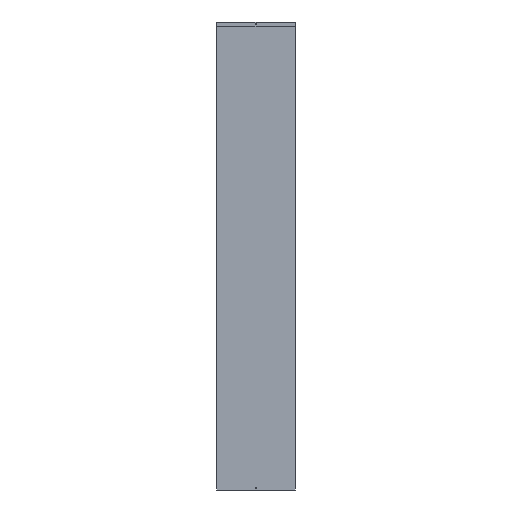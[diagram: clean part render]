
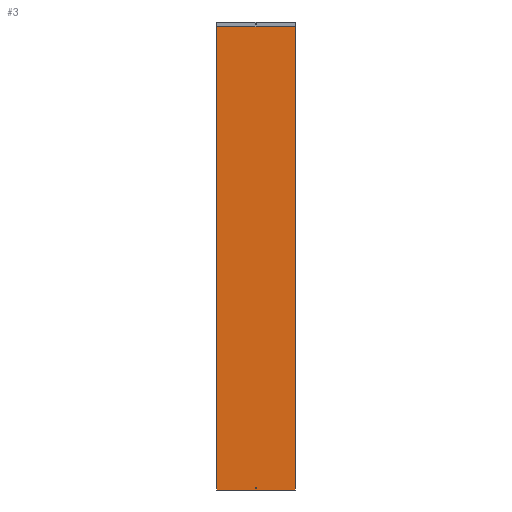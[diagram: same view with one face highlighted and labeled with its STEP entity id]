
A CAD part, front view. The second image highlights one B-rep face of the part: STEP entity #3.
In plain terms, the highlighted planar face has unit normal (0, -1, 0).
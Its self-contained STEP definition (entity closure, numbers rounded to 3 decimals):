
#3 = ADVANCED_FACE ( 'NONE', ( #237, #241 ), #1480, .F. ) ;
#175 = VERTEX_POINT ( 'NONE', #1378 ) ;
#181 = VERTEX_POINT ( 'NONE', #1366 ) ;
#218 = VERTEX_POINT ( 'NONE', #672 ) ;
#228 = VERTEX_POINT ( 'NONE', #682 ) ;
#237 = FACE_BOUND ( 'NONE', #1692, .T. ) ;
#241 = FACE_OUTER_BOUND ( 'NONE', #1719, .T. ) ;
#325 = LINE ( 'NONE', #694, #338 ) ;
#338 = VECTOR ( 'NONE', #695, 1000. ) ;
#492 = LINE ( 'NONE', #884, #494 ) ;
#494 = VECTOR ( 'NONE', #882, 1000. ) ;
#497 = CIRCLE ( 'NONE', #1121, 3.5 ) ;
#499 = LINE ( 'NONE', #892, #501 ) ;
#500 = LINE ( 'NONE', #890, #502 ) ;
#501 = VECTOR ( 'NONE', #899, 1000. ) ;
#502 = VECTOR ( 'NONE', #898, 1000. ) ;
#599 = VERTEX_POINT ( 'NONE', #1058 ) ;
#672 = CARTESIAN_POINT ( 'NONE',  ( 250., 0., 0. ) ) ;
#682 = CARTESIAN_POINT ( 'NONE',  ( 250., 0., 2968. ) ) ;
#694 = CARTESIAN_POINT ( 'NONE',  ( 250., 0., 2969. ) ) ;
#695 = DIRECTION ( 'NONE',  ( 0., 0., -1. ) ) ;
#882 = DIRECTION ( 'NONE',  ( 0., 0., -1. ) ) ;
#884 = CARTESIAN_POINT ( 'NONE',  ( -250., 0., 2969. ) ) ;
#890 = CARTESIAN_POINT ( 'NONE',  ( -250., 0., 2968. ) ) ;
#892 = CARTESIAN_POINT ( 'NONE',  ( -250., 0., 0. ) ) ;
#895 = CARTESIAN_POINT ( 'NONE',  ( 0., 0., 15. ) ) ;
#896 = DIRECTION ( 'NONE',  ( 0., -1., 0. ) ) ;
#897 = DIRECTION ( 'NONE',  ( 0., 0., 1. ) ) ;
#898 = DIRECTION ( 'NONE',  ( 1., 0., 0. ) ) ;
#899 = DIRECTION ( 'NONE',  ( 1., 0., 0. ) ) ;
#1058 = CARTESIAN_POINT ( 'NONE',  ( 0., 0., 18.5 ) ) ;
#1121 = AXIS2_PLACEMENT_3D ( 'NONE', #895, #896, #897 ) ;
#1155 = AXIS2_PLACEMENT_3D ( 'NONE', #1481, #1586, #1504 ) ;
#1160 = EDGE_CURVE ( 'NONE', #228, #218, #325, .T. ) ;
#1253 = EDGE_CURVE ( 'NONE', #181, #175, #492, .T. ) ;
#1256 = EDGE_CURVE ( 'NONE', #599, #599, #497, .T. ) ;
#1257 = EDGE_CURVE ( 'NONE', #181, #228, #500, .T. ) ;
#1258 = EDGE_CURVE ( 'NONE', #175, #218, #499, .T. ) ;
#1366 = CARTESIAN_POINT ( 'NONE',  ( -250., 0., 2968. ) ) ;
#1378 = CARTESIAN_POINT ( 'NONE',  ( -250., 0., 0. ) ) ;
#1459 = ORIENTED_EDGE ( 'NONE', *, *, #1160, .F. ) ;
#1460 = ORIENTED_EDGE ( 'NONE', *, *, #1258, .T. ) ;
#1462 = ORIENTED_EDGE ( 'NONE', *, *, #1256, .F. ) ;
#1463 = ORIENTED_EDGE ( 'NONE', *, *, #1257, .F. ) ;
#1464 = ORIENTED_EDGE ( 'NONE', *, *, #1253, .T. ) ;
#1480 = PLANE ( 'NONE',  #1155 ) ;
#1481 = CARTESIAN_POINT ( 'NONE',  ( -250., 0., 2969. ) ) ;
#1504 = DIRECTION ( 'NONE',  ( 0., 0., 1. ) ) ;
#1586 = DIRECTION ( 'NONE',  ( 0., 1., 0. ) ) ;
#1692 = EDGE_LOOP ( 'NONE', ( #1462 ) ) ;
#1719 = EDGE_LOOP ( 'NONE', ( #1459, #1463, #1464, #1460 ) ) ;
